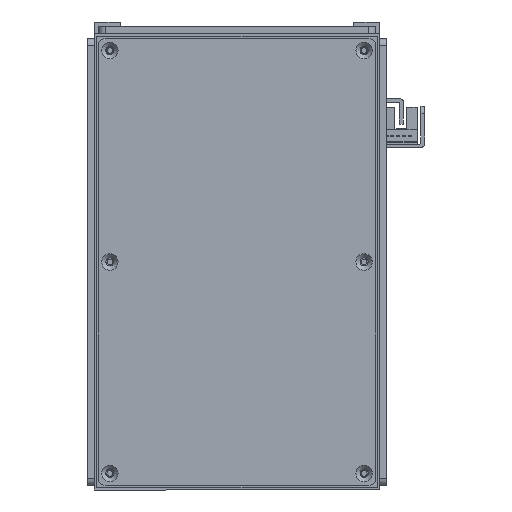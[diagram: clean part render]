
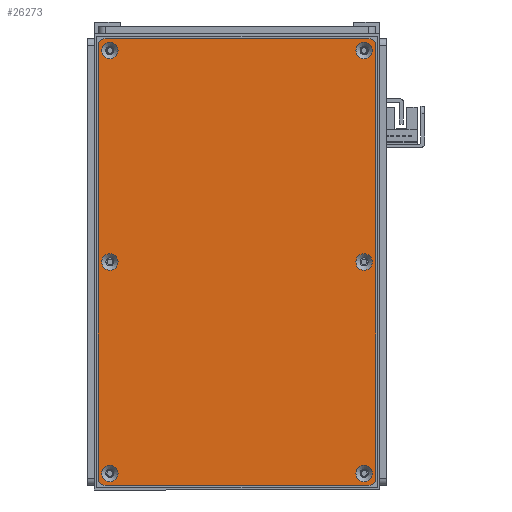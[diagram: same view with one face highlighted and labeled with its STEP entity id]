
A CAD part, front view. The second image highlights one B-rep face of the part: STEP entity #26273.
In plain terms, the highlighted planar face has unit normal (0, -1, 0).
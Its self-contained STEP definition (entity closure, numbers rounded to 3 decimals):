
#2078=FACE_BOUND('',#6244,.T.);
#2079=FACE_BOUND('',#6245,.T.);
#2080=FACE_BOUND('',#6246,.T.);
#2081=FACE_BOUND('',#6247,.T.);
#2082=FACE_BOUND('',#6248,.T.);
#2083=FACE_BOUND('',#6249,.T.);
#3213=CIRCLE('',#29047,3.45);
#3216=CIRCLE('',#29052,3.45);
#3219=CIRCLE('',#29057,3.45);
#3222=CIRCLE('',#29062,3.45);
#3225=CIRCLE('',#29067,3.45);
#3228=CIRCLE('',#29072,3.45);
#3231=CIRCLE('',#29077,3.);
#3233=CIRCLE('',#29080,3.);
#3234=CIRCLE('',#29081,3.);
#3235=CIRCLE('',#29082,3.);
#4558=FACE_OUTER_BOUND('',#6243,.T.);
#6243=EDGE_LOOP('',(#23743,#23744,#23745,#23746,#23747,#23748,#23749,#23750));
#6244=EDGE_LOOP('',(#23751));
#6245=EDGE_LOOP('',(#23752));
#6246=EDGE_LOOP('',(#23753));
#6247=EDGE_LOOP('',(#23754));
#6248=EDGE_LOOP('',(#23755));
#6249=EDGE_LOOP('',(#23756));
#8462=LINE('',#45820,#10688);
#8463=LINE('',#45824,#10689);
#8464=LINE('',#45828,#10690);
#8465=LINE('',#45831,#10691);
#10688=VECTOR('',#36094,10.);
#10689=VECTOR('',#36097,10.);
#10690=VECTOR('',#36100,10.);
#10691=VECTOR('',#36103,10.);
#13124=VERTEX_POINT('',#45750);
#13127=VERTEX_POINT('',#45760);
#13130=VERTEX_POINT('',#45770);
#13133=VERTEX_POINT('',#45780);
#13136=VERTEX_POINT('',#45790);
#13139=VERTEX_POINT('',#45800);
#13142=VERTEX_POINT('',#45810);
#13143=VERTEX_POINT('',#45811);
#13146=VERTEX_POINT('',#45819);
#13147=VERTEX_POINT('',#45821);
#13148=VERTEX_POINT('',#45823);
#13149=VERTEX_POINT('',#45825);
#13150=VERTEX_POINT('',#45827);
#13151=VERTEX_POINT('',#45829);
#16688=EDGE_CURVE('',#13124,#13124,#3213,.T.);
#16693=EDGE_CURVE('',#13127,#13127,#3216,.T.);
#16698=EDGE_CURVE('',#13130,#13130,#3219,.T.);
#16703=EDGE_CURVE('',#13133,#13133,#3222,.T.);
#16708=EDGE_CURVE('',#13136,#13136,#3225,.T.);
#16713=EDGE_CURVE('',#13139,#13139,#3228,.T.);
#16718=EDGE_CURVE('',#13142,#13143,#3231,.T.);
#16722=EDGE_CURVE('',#13142,#13146,#8462,.T.);
#16723=EDGE_CURVE('',#13147,#13146,#3233,.T.);
#16724=EDGE_CURVE('',#13147,#13148,#8463,.T.);
#16725=EDGE_CURVE('',#13149,#13148,#3234,.T.);
#16726=EDGE_CURVE('',#13149,#13150,#8464,.T.);
#16727=EDGE_CURVE('',#13151,#13150,#3235,.T.);
#16728=EDGE_CURVE('',#13151,#13143,#8465,.T.);
#23743=ORIENTED_EDGE('',*,*,#16718,.F.);
#23744=ORIENTED_EDGE('',*,*,#16722,.T.);
#23745=ORIENTED_EDGE('',*,*,#16723,.F.);
#23746=ORIENTED_EDGE('',*,*,#16724,.T.);
#23747=ORIENTED_EDGE('',*,*,#16725,.F.);
#23748=ORIENTED_EDGE('',*,*,#16726,.T.);
#23749=ORIENTED_EDGE('',*,*,#16727,.F.);
#23750=ORIENTED_EDGE('',*,*,#16728,.T.);
#23751=ORIENTED_EDGE('',*,*,#16688,.T.);
#23752=ORIENTED_EDGE('',*,*,#16693,.T.);
#23753=ORIENTED_EDGE('',*,*,#16698,.T.);
#23754=ORIENTED_EDGE('',*,*,#16703,.T.);
#23755=ORIENTED_EDGE('',*,*,#16708,.T.);
#23756=ORIENTED_EDGE('',*,*,#16713,.T.);
#25024=PLANE('',#29079);
#26273=ADVANCED_FACE('',(#4558,#2078,#2079,#2080,#2081,#2082,#2083),#25024,
 .T.);
#29047=AXIS2_PLACEMENT_3D('',#45751,#36014,#36015);
#29052=AXIS2_PLACEMENT_3D('',#45761,#36026,#36027);
#29057=AXIS2_PLACEMENT_3D('',#45771,#36038,#36039);
#29062=AXIS2_PLACEMENT_3D('',#45781,#36050,#36051);
#29067=AXIS2_PLACEMENT_3D('',#45791,#36062,#36063);
#29072=AXIS2_PLACEMENT_3D('',#45801,#36074,#36075);
#29077=AXIS2_PLACEMENT_3D('',#45812,#36086,#36087);
#29079=AXIS2_PLACEMENT_3D('',#45818,#36092,#36093);
#29080=AXIS2_PLACEMENT_3D('',#45822,#36095,#36096);
#29081=AXIS2_PLACEMENT_3D('',#45826,#36098,#36099);
#29082=AXIS2_PLACEMENT_3D('',#45830,#36101,#36102);
#36014=DIRECTION('center_axis',(0.,1.,0.));
#36015=DIRECTION('ref_axis',(1.,0.,0.));
#36026=DIRECTION('center_axis',(0.,1.,0.));
#36027=DIRECTION('ref_axis',(1.,0.,0.));
#36038=DIRECTION('center_axis',(0.,1.,0.));
#36039=DIRECTION('ref_axis',(1.,0.,0.));
#36050=DIRECTION('center_axis',(0.,1.,0.));
#36051=DIRECTION('ref_axis',(1.,0.,0.));
#36062=DIRECTION('center_axis',(0.,1.,0.));
#36063=DIRECTION('ref_axis',(1.,0.,0.));
#36074=DIRECTION('center_axis',(0.,1.,0.));
#36075=DIRECTION('ref_axis',(1.,0.,0.));
#36086=DIRECTION('center_axis',(0.,1.,0.));
#36087=DIRECTION('ref_axis',(-0.707,0.,0.707));
#36092=DIRECTION('center_axis',(0.,-1.,0.));
#36093=DIRECTION('ref_axis',(0.,0.,-1.));
#36094=DIRECTION('',(0.,0.,-1.));
#36095=DIRECTION('center_axis',(0.,1.,0.));
#36096=DIRECTION('ref_axis',(-0.707,0.,-0.707));
#36097=DIRECTION('',(1.,0.,0.));
#36098=DIRECTION('center_axis',(0.,1.,0.));
#36099=DIRECTION('ref_axis',(0.707,0.,-0.707));
#36100=DIRECTION('',(0.,0.,1.));
#36101=DIRECTION('center_axis',(0.,1.,0.));
#36102=DIRECTION('ref_axis',(0.707,0.,0.707));
#36103=DIRECTION('',(-1.,0.,0.));
#45750=CARTESIAN_POINT('',(85.55,-1.5,53.5));
#45751=CARTESIAN_POINT('Origin',(89.,-1.5,53.5));
#45760=CARTESIAN_POINT('',(-3.45,-1.5,-53.5));
#45761=CARTESIAN_POINT('Origin',(0.,-1.5,-53.5));
#45770=CARTESIAN_POINT('',(-92.45,-1.5,53.5));
#45771=CARTESIAN_POINT('Origin',(-89.,-1.5,53.5));
#45780=CARTESIAN_POINT('',(-92.45,-1.5,-53.5));
#45781=CARTESIAN_POINT('Origin',(-89.,-1.5,-53.5));
#45790=CARTESIAN_POINT('',(-3.45,-1.5,53.5));
#45791=CARTESIAN_POINT('Origin',(0.,-1.5,53.5));
#45800=CARTESIAN_POINT('',(85.55,-1.5,-53.5));
#45801=CARTESIAN_POINT('Origin',(89.,-1.5,-53.5));
#45810=CARTESIAN_POINT('',(-94.,-1.5,55.5));
#45811=CARTESIAN_POINT('',(-91.,-1.5,58.5));
#45812=CARTESIAN_POINT('Origin',(-91.,-1.5,55.5));
#45818=CARTESIAN_POINT('Origin',(0.,-1.5,0.));
#45819=CARTESIAN_POINT('',(-94.,-1.5,-55.5));
#45820=CARTESIAN_POINT('',(-94.,-1.5,58.5));
#45821=CARTESIAN_POINT('',(-91.,-1.5,-58.5));
#45822=CARTESIAN_POINT('Origin',(-91.,-1.5,-55.5));
#45823=CARTESIAN_POINT('',(91.,-1.5,-58.5));
#45824=CARTESIAN_POINT('',(-94.,-1.5,-58.5));
#45825=CARTESIAN_POINT('',(94.,-1.5,-55.5));
#45826=CARTESIAN_POINT('Origin',(91.,-1.5,-55.5));
#45827=CARTESIAN_POINT('',(94.,-1.5,55.5));
#45828=CARTESIAN_POINT('',(94.,-1.5,-58.5));
#45829=CARTESIAN_POINT('',(91.,-1.5,58.5));
#45830=CARTESIAN_POINT('Origin',(91.,-1.5,55.5));
#45831=CARTESIAN_POINT('',(94.,-1.5,58.5));
